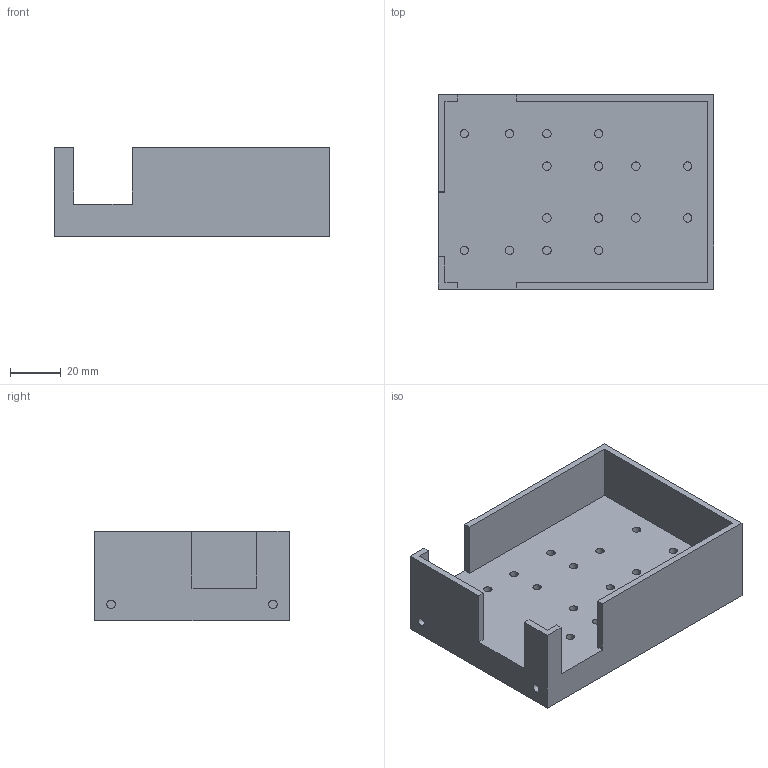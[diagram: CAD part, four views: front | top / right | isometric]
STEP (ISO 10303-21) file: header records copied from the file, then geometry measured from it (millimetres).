
FILE_DESCRIPTION (( 'STEP AP203' ), '1' );
FILE_NAME ('base.STEP', '2026-02-09T05:13:05', ( '' ), ( '' ), 'SwSTEP 2.0', 'SolidWorks 2025', '' );
FILE_SCHEMA (( 'CONFIG_CONTROL_DESIGN' ));
Length unit declared in the file: inch
Products named in the file (1): base
Bounding box: 107.95 x 76.2 x 34.92 mm (x, y, z)
Volume: 119472.8 mm3; surface area: 35677.2 mm2
Topology: 1 solids, 1 shells, 82 faces, 180 edges, 120 vertices
Faces by surface type: plane 42, cylinder 40
Entity records: 2363 total; most frequent: DIRECTION 426, CARTESIAN_POINT 383, ORIENTED_EDGE 360, EDGE_CURVE 180, AXIS2_PLACEMENT_3D 163, VERTEX_POINT 120, EDGE_LOOP 102, LINE 100
